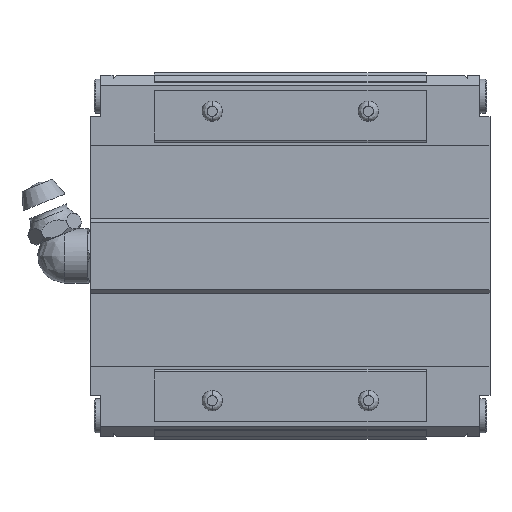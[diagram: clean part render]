
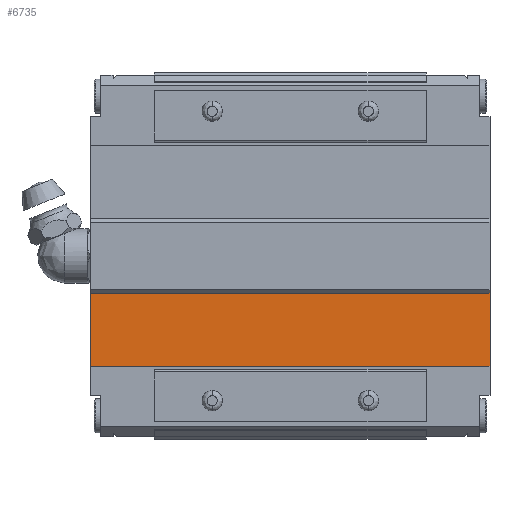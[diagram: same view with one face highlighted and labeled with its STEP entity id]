
A CAD part, front view. The second image highlights one B-rep face of the part: STEP entity #6735.
In plain terms, the highlighted planar face has unit normal (0, -1, 0).
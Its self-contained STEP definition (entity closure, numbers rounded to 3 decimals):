
#19 = DIRECTION ( 'NONE',  ( -1., 0., 0. ) ) ;
#46 = LINE ( 'NONE', #4073, #1443 ) ;
#622 = EDGE_LOOP ( 'NONE', ( #2591, #783, #4971, #5980 ) ) ;
#783 = ORIENTED_EDGE ( 'NONE', *, *, #881, .T. ) ;
#830 = CARTESIAN_POINT ( 'NONE',  ( 29.4, 8., -5.5 ) ) ;
#881 = EDGE_CURVE ( 'NONE', #6995, #6876, #4822, .T. ) ;
#1108 = VECTOR ( 'NONE', #4305, 1000. ) ;
#1207 = CARTESIAN_POINT ( 'NONE',  ( 29.4, 8., -16.885 ) ) ;
#1443 = VECTOR ( 'NONE', #7754, 1000. ) ;
#1856 = EDGE_CURVE ( 'NONE', #7342, #8800, #46, .T. ) ;
#1978 = CARTESIAN_POINT ( 'NONE',  ( -29.4, 8., -5.5 ) ) ;
#2120 = CARTESIAN_POINT ( 'NONE',  ( -29.4, 8., 0. ) ) ;
#2449 = PLANE ( 'NONE',  #5050 ) ;
#2591 = ORIENTED_EDGE ( 'NONE', *, *, #8249, .F. ) ;
#2687 = EDGE_CURVE ( 'NONE', #6876, #7342, #6248, .T. ) ;
#2843 = CARTESIAN_POINT ( 'NONE',  ( -29.4, 8., -16.885 ) ) ;
#4073 = CARTESIAN_POINT ( 'NONE',  ( 29.4, 8., -16.885 ) ) ;
#4305 = DIRECTION ( 'NONE',  ( 0., 0., -1. ) ) ;
#4511 = DIRECTION ( 'NONE',  ( 0., 0., -1. ) ) ;
#4822 = LINE ( 'NONE', #6799, #5498 ) ;
#4971 = ORIENTED_EDGE ( 'NONE', *, *, #2687, .T. ) ;
#5050 = AXIS2_PLACEMENT_3D ( 'NONE', #5237, #6796, #5370 ) ;
#5237 = CARTESIAN_POINT ( 'NONE',  ( 29.4, 8., -16.885 ) ) ;
#5370 = DIRECTION ( 'NONE',  ( 0., 0., -1. ) ) ;
#5498 = VECTOR ( 'NONE', #19, 1000. ) ;
#5980 = ORIENTED_EDGE ( 'NONE', *, *, #1856, .T. ) ;
#6248 = LINE ( 'NONE', #2120, #1108 ) ;
#6715 = VECTOR ( 'NONE', #4511, 1000. ) ;
#6735 = ADVANCED_FACE ( 'NONE', ( #8730 ), #2449, .T. ) ;
#6796 = DIRECTION ( 'NONE',  ( 0., -1., 0. ) ) ;
#6799 = CARTESIAN_POINT ( 'NONE',  ( 29.4, 8., -5.5 ) ) ;
#6876 = VERTEX_POINT ( 'NONE', #1978 ) ;
#6995 = VERTEX_POINT ( 'NONE', #830 ) ;
#7342 = VERTEX_POINT ( 'NONE', #2843 ) ;
#7754 = DIRECTION ( 'NONE',  ( 1., 0., 0. ) ) ;
#8016 = LINE ( 'NONE', #8796, #6715 ) ;
#8249 = EDGE_CURVE ( 'NONE', #6995, #8800, #8016, .T. ) ;
#8730 = FACE_OUTER_BOUND ( 'NONE', #622, .T. ) ;
#8796 = CARTESIAN_POINT ( 'NONE',  ( 29.4, 8., 0. ) ) ;
#8800 = VERTEX_POINT ( 'NONE', #1207 ) ;
